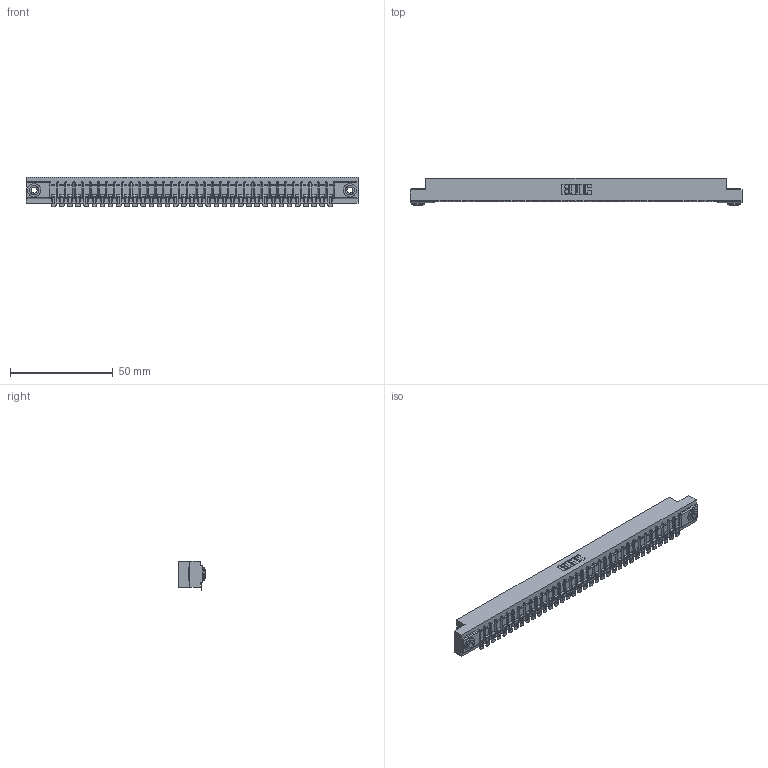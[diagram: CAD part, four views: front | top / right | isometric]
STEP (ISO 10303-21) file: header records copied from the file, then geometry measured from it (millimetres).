
FILE_DESCRIPTION (( 'STEP AP203' ), '1' );
FILE_NAME ('357-035-554-103.STEP', '2019-09-17T06:10:24', ( '' ), ( '' ), 'SwSTEP 2.0', 'SolidWorks 2016', '' );
FILE_SCHEMA (( 'CONFIG_CONTROL_DESIGN' ));
Length unit declared in the file: inch
Products named in the file (4): 357-035-554-103; 307 Part_.156 Dia Mounting Holes; 307-290-002_554; 345-250-002_345-250-002-102
Assembly tree (38 placements, depth 2):
  357-035-554-103
    307 Part_.156 Dia Mounting Holes
    307-290-002_554  x35
    345-250-002_345-250-002-102  x2
Bounding box: 161.7 x 13.36 x 14.52 mm (x, y, z)
Volume: 17265.3 mm3; surface area: 21939.4 mm2
Topology: 38 solids, 38 shells, 3041 faces, 9290 edges, 6092 vertices
Faces by surface type: plane 1704, cylinder 1257, sphere 72, cone 8
Entity records: 32898 total; most frequent: CARTESIAN_POINT 5527, ORIENTED_EDGE 5508, DIRECTION 5394, EDGE_CURVE 2754, VECTOR 2092, LINE 2092, VERTEX_POINT 1784, AXIS2_PLACEMENT_3D 1651
